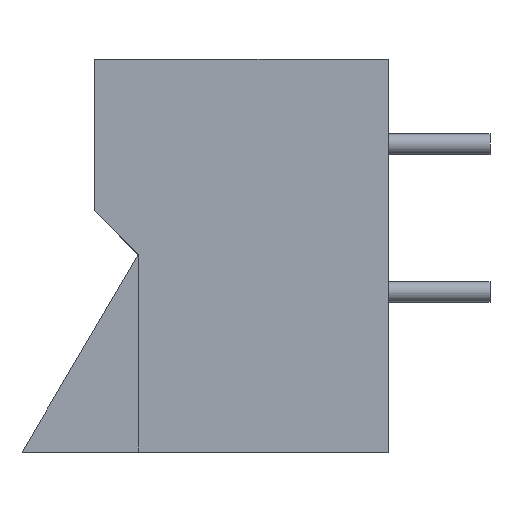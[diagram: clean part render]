
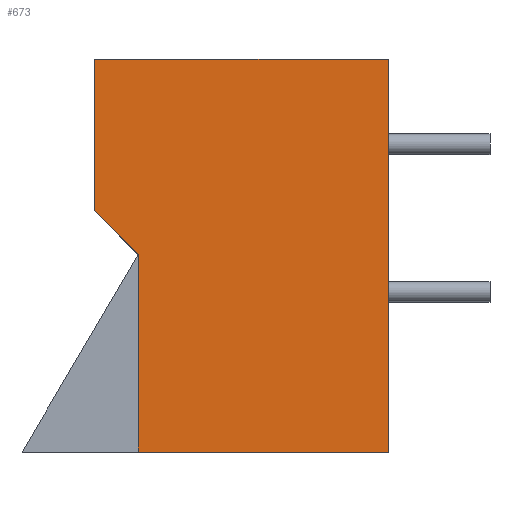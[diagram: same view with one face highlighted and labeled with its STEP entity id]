
A CAD part, top view. The second image highlights one B-rep face of the part: STEP entity #673.
In plain terms, the highlighted planar face has unit normal (0, 0, 1).
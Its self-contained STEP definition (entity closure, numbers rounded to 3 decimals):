
#673=ADVANCED_FACE('',(#1026),#1028,.T.);
#1026=FACE_BOUND('',#1027,.T.);
#1027=EDGE_LOOP('',(#1234,#1235,#1236,#1237,#1238,#1239));
#1028=PLANE('',#1029);
#1029=AXIS2_PLACEMENT_3D('',#1030,#1031,#1032);
#1030=CARTESIAN_POINT('',(0.,0.,0.));
#1031=DIRECTION('',(0.,0.,1.));
#1032=DIRECTION('',(1.,0.,0.));
#1234=ORIENTED_EDGE('',*,*,#1333,.T.);
#1235=ORIENTED_EDGE('',*,*,#1337,.T.);
#1236=ORIENTED_EDGE('',*,*,#1340,.T.);
#1237=ORIENTED_EDGE('',*,*,#1343,.T.);
#1238=ORIENTED_EDGE('',*,*,#1346,.T.);
#1239=ORIENTED_EDGE('',*,*,#1348,.T.);
#1333=EDGE_CURVE('',#1500,#1498,#1501,.T.);
#1337=EDGE_CURVE('',#1498,#1505,#1507,.T.);
#1340=EDGE_CURVE('',#1505,#1510,#1512,.T.);
#1343=EDGE_CURVE('',#1510,#1515,#1517,.T.);
#1346=EDGE_CURVE('',#1515,#1520,#1522,.T.);
#1348=EDGE_CURVE('',#1520,#1500,#1524,.T.);
#1498=VERTEX_POINT('',#1863);
#1500=VERTEX_POINT('',#1867);
#1501=LINE('',#1868,#1869);
#1505=VERTEX_POINT('',#1878);
#1507=LINE('',#1882,#1883);
#1510=VERTEX_POINT('',#1889);
#1512=LINE('',#1893,#1894);
#1515=VERTEX_POINT('',#1900);
#1517=LINE('',#1904,#1905);
#1520=VERTEX_POINT('',#1911);
#1522=LINE('',#1915,#1916);
#1524=LINE('',#1921,#1922);
#1863=CARTESIAN_POINT('',(10.1,0.,0.));
#1867=CARTESIAN_POINT('',(10.1,-13.513,0.));
#1868=CARTESIAN_POINT('',(10.1,-13.513,0.));
#1869=VECTOR('',#1870,1.);
#1870=DIRECTION('',(0.,1.,0.));
#1878=CARTESIAN_POINT('',(0.,0.,0.));
#1882=CARTESIAN_POINT('',(10.1,0.,0.));
#1883=VECTOR('',#1884,1.);
#1884=DIRECTION('',(-1.,0.,0.));
#1889=CARTESIAN_POINT('',(0.,-5.19,0.));
#1893=CARTESIAN_POINT('',(0.,0.,0.));
#1894=VECTOR('',#1895,1.);
#1895=DIRECTION('',(0.,-1.,0.));
#1900=CARTESIAN_POINT('',(1.5,-6.713,0.));
#1904=CARTESIAN_POINT('',(0.,-5.19,0.));
#1905=VECTOR('',#1906,1.);
#1906=DIRECTION('',(0.702,-0.712,0.));
#1911=CARTESIAN_POINT('',(1.5,-13.513,0.));
#1915=CARTESIAN_POINT('',(1.5,-6.713,0.));
#1916=VECTOR('',#1917,1.);
#1917=DIRECTION('',(0.,-1.,0.));
#1921=CARTESIAN_POINT('',(1.5,-13.513,0.));
#1922=VECTOR('',#1923,1.);
#1923=DIRECTION('',(1.,0.,0.));
